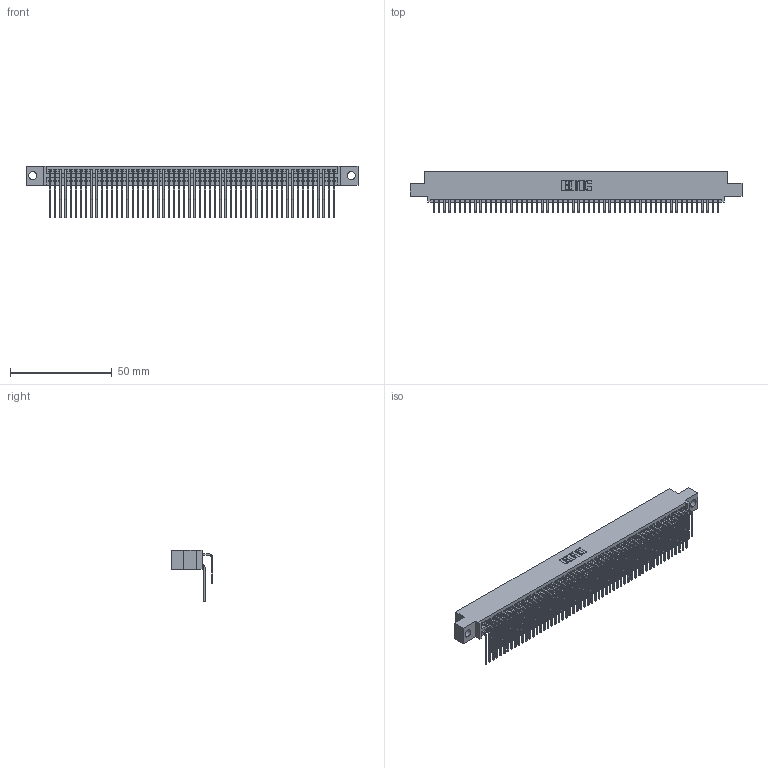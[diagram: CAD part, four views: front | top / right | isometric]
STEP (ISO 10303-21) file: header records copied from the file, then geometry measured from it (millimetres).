
FILE_DESCRIPTION (( 'STEP AP203' ), '1' );
FILE_NAME ('395-112-559-504.STEP', '2018-12-01T12:42:21', ( '' ), ( '' ), 'SwSTEP 2.0', 'SolidWorks 2016', '' );
FILE_SCHEMA (( 'CONFIG_CONTROL_DESIGN' ));
Length unit declared in the file: inch
Products named in the file (4): 345-292-001_558 559 Tail - 1; 395-112-559-504; 345 Part_0.110 Offset - 0.156 Dia-TH; 345-292-001_559 Tail - 2
Assembly tree (113 placements, depth 2):
  395-112-559-504
    345 Part_0.110 Offset - 0.156 Dia-TH
    345-292-001_558 559 Tail - 1  x56
    345-292-001_559 Tail - 2  x56
Bounding box: 163.45 x 20.56 x 25.53 mm (x, y, z)
Volume: 16492.4 mm3; surface area: 27595.9 mm2
Topology: 113 solids, 113 shells, 5954 faces, 17713 edges, 11658 vertices
Faces by surface type: plane 4004, cylinder 1950
Entity records: 43841 total; most frequent: CARTESIAN_POINT 7383, ORIENTED_EDGE 7266, DIRECTION 6465, EDGE_CURVE 3633, LINE 3237, VECTOR 3237, VERTEX_POINT 2418, AXIS2_PLACEMENT_3D 1614
